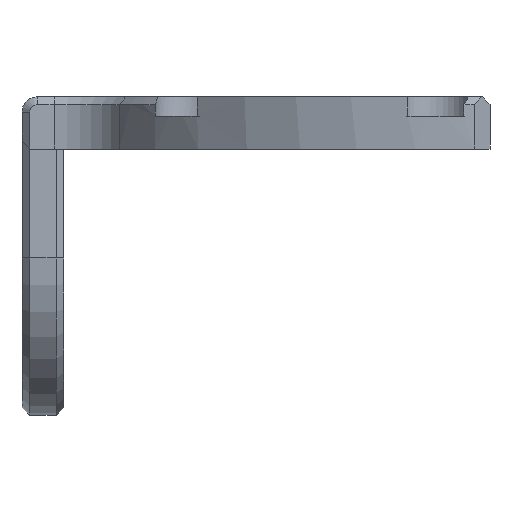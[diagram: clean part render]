
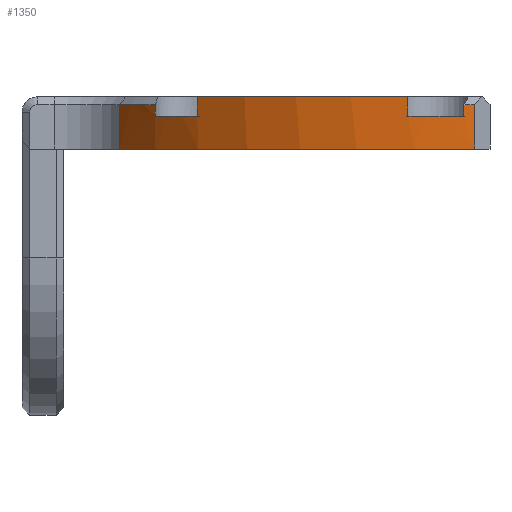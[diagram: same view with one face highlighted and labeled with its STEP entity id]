
A CAD part, front view. The second image highlights one B-rep face of the part: STEP entity #1350.
In plain terms, the highlighted cylindrical face has radius 50.207 mm (diameter 100.413 mm), a partial arc.
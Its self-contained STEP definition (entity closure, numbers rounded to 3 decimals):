
#17 = AXIS2_PLACEMENT_3D ( 'NONE', #445, #1006, #1970 ) ;
#55 = LINE ( 'NONE', #784, #1738 ) ;
#74 = CARTESIAN_POINT ( 'NONE',  ( 12.547, -7.375, 1.852 ) ) ;
#88 = CIRCLE ( 'NONE', #1085, 50.207 ) ;
#121 = CARTESIAN_POINT ( 'NONE',  ( 49.735, -30.072, 42.894 ) ) ;
#127 = AXIS2_PLACEMENT_3D ( 'NONE', #1172, #2172, #2188 ) ;
#172 = CIRCLE ( 'NONE', #17, 50.207 ) ;
#262 = VERTEX_POINT ( 'NONE', #1317 ) ;
#279 = EDGE_CURVE ( 'NONE', #3030, #2197, #1546, .T. ) ;
#298 = CARTESIAN_POINT ( 'NONE',  ( 54.707, 19.888, 1.852 ) ) ;
#311 = VERTEX_POINT ( 'NONE', #1881 ) ;
#328 = VERTEX_POINT ( 'NONE', #3150 ) ;
#344 = EDGE_CURVE ( 'NONE', #836, #878, #3112, .T. ) ;
#400 = CARTESIAN_POINT ( 'NONE',  ( 56.953, -30.269, 41.644 ) ) ;
#445 = CARTESIAN_POINT ( 'NONE',  ( 54.707, 19.888, 40.394 ) ) ;
#508 = CARTESIAN_POINT ( 'NONE',  ( 17.188, -13.475, 41.644 ) ) ;
#562 = FACE_OUTER_BOUND ( 'NONE', #2275, .T. ) ;
#689 = CIRCLE ( 'NONE', #2819, 50.207 ) ;
#704 = ORIENTED_EDGE ( 'NONE', *, *, #2189, .F. ) ;
#784 = CARTESIAN_POINT ( 'NONE',  ( 58.362, -30.186, 1.852 ) ) ;
#789 = EDGE_CURVE ( 'NONE', #2059, #328, #3060, .T. ) ;
#807 = VERTEX_POINT ( 'NONE', #2887 ) ;
#816 = DIRECTION ( 'NONE',  ( 0., 0., 1. ) ) ;
#820 = VECTOR ( 'NONE', #1515, 1000. ) ;
#836 = VERTEX_POINT ( 'NONE', #2279 ) ;
#878 = VERTEX_POINT ( 'NONE', #2789 ) ;
#947 = ORIENTED_EDGE ( 'NONE', *, *, #964, .T. ) ;
#964 = EDGE_CURVE ( 'NONE', #807, #2059, #55, .T. ) ;
#1006 = DIRECTION ( 'NONE',  ( 0., 0., 1. ) ) ;
#1038 = CARTESIAN_POINT ( 'NONE',  ( 58.362, -30.186, 41.894 ) ) ;
#1042 = AXIS2_PLACEMENT_3D ( 'NONE', #1635, #1655, #3134 ) ;
#1052 = AXIS2_PLACEMENT_3D ( 'NONE', #1723, #1741, #2761 ) ;
#1085 = AXIS2_PLACEMENT_3D ( 'NONE', #3136, #2367, #1351 ) ;
#1093 = EDGE_CURVE ( 'NONE', #807, #262, #689, .T. ) ;
#1101 = DIRECTION ( 'NONE',  ( 0., 0., -1. ) ) ;
#1140 = ORIENTED_EDGE ( 'NONE', *, *, #279, .T. ) ;
#1159 = CIRCLE ( 'NONE', #1052, 50.207 ) ;
#1172 = CARTESIAN_POINT ( 'NONE',  ( 54.707, 19.888, 41.894 ) ) ;
#1311 = DIRECTION ( 'NONE',  ( 0., 0., 1. ) ) ;
#1317 = CARTESIAN_POINT ( 'NONE',  ( 12.547, -7.375, 36.158 ) ) ;
#1350 = ADVANCED_FACE ( 'NONE', ( #562 ), #2024, .T. ) ;
#1351 = DIRECTION ( 'NONE',  ( 1., 0., 0. ) ) ;
#1405 = LINE ( 'NONE', #400, #3072 ) ;
#1443 = ORIENTED_EDGE ( 'NONE', *, *, #1806, .T. ) ;
#1465 = VERTEX_POINT ( 'NONE', #121 ) ;
#1515 = DIRECTION ( 'NONE',  ( 0., 0., 1. ) ) ;
#1546 = LINE ( 'NONE', #508, #820 ) ;
#1590 = ORIENTED_EDGE ( 'NONE', *, *, #2046, .T. ) ;
#1596 = CARTESIAN_POINT ( 'NONE',  ( 22.589, -18.702, 41.644 ) ) ;
#1598 = CARTESIAN_POINT ( 'NONE',  ( 17.188, -13.475, 40.394 ) ) ;
#1635 = CARTESIAN_POINT ( 'NONE',  ( 54.707, 19.888, 41.894 ) ) ;
#1655 = DIRECTION ( 'NONE',  ( 0., 0., -1. ) ) ;
#1669 = DIRECTION ( 'NONE',  ( 0., 0., -1. ) ) ;
#1701 = CARTESIAN_POINT ( 'NONE',  ( 12.547, -7.375, 41.894 ) ) ;
#1706 = EDGE_CURVE ( 'NONE', #1465, #836, #1159, .T. ) ;
#1717 = ORIENTED_EDGE ( 'NONE', *, *, #1909, .F. ) ;
#1723 = CARTESIAN_POINT ( 'NONE',  ( 54.707, 19.888, 42.894 ) ) ;
#1738 = VECTOR ( 'NONE', #2344, 1000. ) ;
#1741 = DIRECTION ( 'NONE',  ( 0., 0., -1. ) ) ;
#1765 = EDGE_CURVE ( 'NONE', #328, #3052, #1405, .T. ) ;
#1804 = DIRECTION ( 'NONE',  ( 0., 0., -1. ) ) ;
#1806 = EDGE_CURVE ( 'NONE', #2197, #2730, #2781, .T. ) ;
#1881 = CARTESIAN_POINT ( 'NONE',  ( 49.735, -30.072, 40.394 ) ) ;
#1909 = EDGE_CURVE ( 'NONE', #3030, #878, #172, .T. ) ;
#1970 = DIRECTION ( 'NONE',  ( 1., 0., 0. ) ) ;
#2024 = CYLINDRICAL_SURFACE ( 'NONE', #2449, 50.207 ) ;
#2046 = EDGE_CURVE ( 'NONE', #2730, #262, #2317, .T. ) ;
#2059 = VERTEX_POINT ( 'NONE', #1038 ) ;
#2072 = DIRECTION ( 'NONE',  ( 1., 0., 0. ) ) ;
#2172 = DIRECTION ( 'NONE',  ( 0., 0., -1. ) ) ;
#2188 = DIRECTION ( 'NONE',  ( 1., 0., 0. ) ) ;
#2189 = EDGE_CURVE ( 'NONE', #311, #3052, #88, .T. ) ;
#2197 = VERTEX_POINT ( 'NONE', #3154 ) ;
#2275 = EDGE_LOOP ( 'NONE', ( #2961, #947, #3232, #2930, #704, #2784, #3199, #3118, #1717, #1140, #1443, #1590 ) ) ;
#2279 = CARTESIAN_POINT ( 'NONE',  ( 22.589, -18.702, 42.894 ) ) ;
#2302 = LINE ( 'NONE', #3054, #2759 ) ;
#2317 = LINE ( 'NONE', #74, #2409 ) ;
#2344 = DIRECTION ( 'NONE',  ( 0., 0., 1. ) ) ;
#2362 = DIRECTION ( 'NONE',  ( 0., 0., -1. ) ) ;
#2367 = DIRECTION ( 'NONE',  ( 0., 0., 1. ) ) ;
#2400 = DIRECTION ( 'NONE',  ( 0., -1., 0. ) ) ;
#2409 = VECTOR ( 'NONE', #1804, 1000. ) ;
#2419 = VECTOR ( 'NONE', #2362, 1000. ) ;
#2449 = AXIS2_PLACEMENT_3D ( 'NONE', #298, #1311, #2072 ) ;
#2673 = CARTESIAN_POINT ( 'NONE',  ( 54.707, 19.888, 36.158 ) ) ;
#2730 = VERTEX_POINT ( 'NONE', #1701 ) ;
#2759 = VECTOR ( 'NONE', #816, 1000. ) ;
#2761 = DIRECTION ( 'NONE',  ( 1., 0., 0. ) ) ;
#2781 = CIRCLE ( 'NONE', #127, 50.207 ) ;
#2784 = ORIENTED_EDGE ( 'NONE', *, *, #2938, .T. ) ;
#2789 = CARTESIAN_POINT ( 'NONE',  ( 22.589, -18.702, 40.394 ) ) ;
#2819 = AXIS2_PLACEMENT_3D ( 'NONE', #2673, #1669, #2400 ) ;
#2871 = CARTESIAN_POINT ( 'NONE',  ( 56.953, -30.269, 40.394 ) ) ;
#2887 = CARTESIAN_POINT ( 'NONE',  ( 58.362, -30.186, 36.158 ) ) ;
#2930 = ORIENTED_EDGE ( 'NONE', *, *, #1765, .T. ) ;
#2938 = EDGE_CURVE ( 'NONE', #311, #1465, #2302, .T. ) ;
#2961 = ORIENTED_EDGE ( 'NONE', *, *, #1093, .F. ) ;
#3030 = VERTEX_POINT ( 'NONE', #1598 ) ;
#3052 = VERTEX_POINT ( 'NONE', #2871 ) ;
#3054 = CARTESIAN_POINT ( 'NONE',  ( 49.735, -30.072, 41.644 ) ) ;
#3060 = CIRCLE ( 'NONE', #1042, 50.207 ) ;
#3072 = VECTOR ( 'NONE', #1101, 1000. ) ;
#3112 = LINE ( 'NONE', #1596, #2419 ) ;
#3118 = ORIENTED_EDGE ( 'NONE', *, *, #344, .T. ) ;
#3134 = DIRECTION ( 'NONE',  ( 1., 0., 0. ) ) ;
#3136 = CARTESIAN_POINT ( 'NONE',  ( 54.707, 19.888, 40.394 ) ) ;
#3150 = CARTESIAN_POINT ( 'NONE',  ( 56.953, -30.269, 41.894 ) ) ;
#3154 = CARTESIAN_POINT ( 'NONE',  ( 17.188, -13.475, 41.894 ) ) ;
#3199 = ORIENTED_EDGE ( 'NONE', *, *, #1706, .T. ) ;
#3232 = ORIENTED_EDGE ( 'NONE', *, *, #789, .T. ) ;
